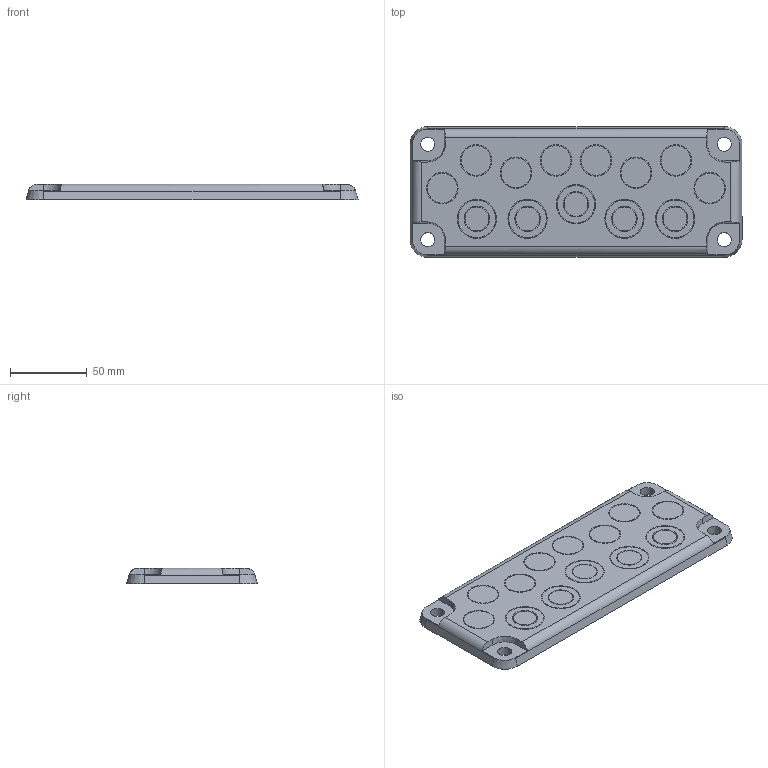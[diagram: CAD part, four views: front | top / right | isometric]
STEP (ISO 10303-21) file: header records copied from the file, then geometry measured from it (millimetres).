
FILE_DESCRIPTION (( 'STEP AP214' ), '1' );
FILE_NAME ('FIBOX MB10889.STEP', '2015-10-23T06:31:26', ( '' ), ( '' ), 'SwSTEP 2.0', 'SolidWorks 2014', '' );
FILE_SCHEMA (( 'AUTOMOTIVE_DESIGN' ));
Length unit declared in the file: millimetre
Products named in the file (1): FIBOX MB10889
Bounding box: 216 x 85 x 10 mm (x, y, z)
Volume: 72840.5 mm3; surface area: 47485.5 mm2
Topology: 1 solids, 1 shells, 171 faces, 396 edges, 264 vertices
Faces by surface type: cylinder 84, plane 67, cone 20
Entity records: 5008 total; most frequent: DIRECTION 924, CARTESIAN_POINT 880, ORIENTED_EDGE 792, EDGE_CURVE 396, AXIS2_PLACEMENT_3D 372, VERTEX_POINT 264, EDGE_LOOP 216, CIRCLE 200
